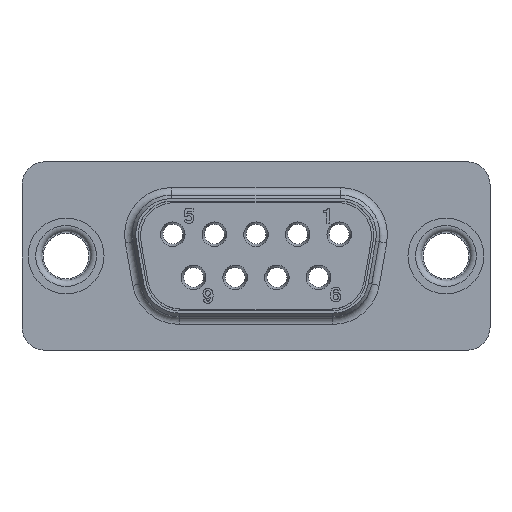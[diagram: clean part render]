
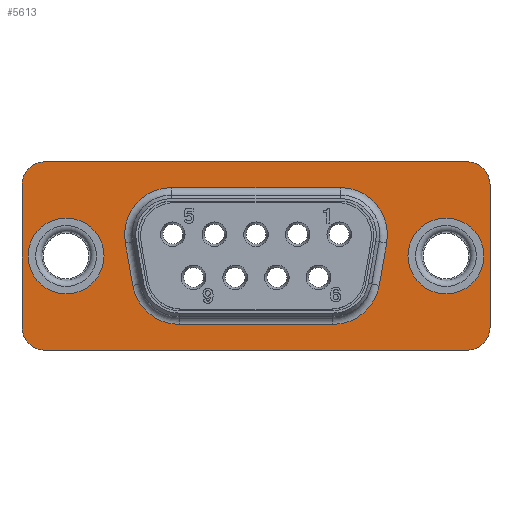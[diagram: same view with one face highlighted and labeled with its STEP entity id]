
A CAD part, top view. The second image highlights one B-rep face of the part: STEP entity #5613.
In plain terms, the highlighted face is planar.
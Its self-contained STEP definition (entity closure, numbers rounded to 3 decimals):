
#181=FACE_BOUND('',#2116,.T.);
#182=FACE_BOUND('',#2117,.T.);
#183=FACE_BOUND('',#2118,.T.);
#367=PLANE('',#6175);
#906=LINE('',#12308,#1349);
#907=LINE('',#12324,#1350);
#909=LINE('',#12329,#1352);
#911=LINE('',#12342,#1354);
#915=LINE('',#12354,#1358);
#916=LINE('',#12358,#1359);
#917=LINE('',#12362,#1360);
#918=LINE('',#12365,#1361);
#1349=VECTOR('',#7661,10.113);
#1350=VECTOR('',#7682,2.843);
#1352=VECTOR('',#7688,2.843);
#1354=VECTOR('',#7706,11.1);
#1358=VECTOR('',#7720,9.4);
#1359=VECTOR('',#7723,27.8);
#1360=VECTOR('',#7726,9.4);
#1361=VECTOR('',#7729,27.8);
#1682=FACE_OUTER_BOUND('',#2115,.T.);
#2115=EDGE_LOOP('',(#5169,#5170,#5171,#5172,#5173,#5174,#5175,#5176));
#2116=EDGE_LOOP('',(#5177));
#2117=EDGE_LOOP('',(#5178));
#2118=EDGE_LOOP('',(#5179,#5180,#5181,#5182,#5183,#5184,#5185,#5186));
#2444=CIRCLE('',#6155,3.1);
#2447=CIRCLE('',#6159,3.1);
#2451=CIRCLE('',#6166,3.1);
#2454=CIRCLE('',#6170,3.1);
#2455=CIRCLE('',#6176,1.5);
#2456=CIRCLE('',#6177,1.5);
#2457=CIRCLE('',#6178,1.5);
#2458=CIRCLE('',#6179,1.5);
#2459=CIRCLE('',#6180,2.5);
#2460=CIRCLE('',#6181,2.5);
#2950=VERTEX_POINT('',#12305);
#2951=VERTEX_POINT('',#12307);
#2953=VERTEX_POINT('',#12312);
#2954=VERTEX_POINT('',#12317);
#2956=VERTEX_POINT('',#12322);
#2957=VERTEX_POINT('',#12327);
#2959=VERTEX_POINT('',#12332);
#2960=VERTEX_POINT('',#12337);
#2961=VERTEX_POINT('',#12350);
#2962=VERTEX_POINT('',#12351);
#2963=VERTEX_POINT('',#12353);
#2964=VERTEX_POINT('',#12355);
#2965=VERTEX_POINT('',#12357);
#2966=VERTEX_POINT('',#12359);
#2967=VERTEX_POINT('',#12361);
#2968=VERTEX_POINT('',#12363);
#2969=VERTEX_POINT('',#12366);
#2970=VERTEX_POINT('',#12368);
#3691=EDGE_CURVE('',#2950,#2951,#906,.T.);
#3694=EDGE_CURVE('',#2953,#2950,#2444,.T.);
#3697=EDGE_CURVE('',#2951,#2954,#2447,.T.);
#3699=EDGE_CURVE('',#2956,#2953,#907,.T.);
#3702=EDGE_CURVE('',#2954,#2957,#909,.T.);
#3704=EDGE_CURVE('',#2959,#2956,#2451,.T.);
#3707=EDGE_CURVE('',#2957,#2960,#2454,.T.);
#3709=EDGE_CURVE('',#2960,#2959,#911,.T.);
#3713=EDGE_CURVE('',#2961,#2962,#2455,.T.);
#3714=EDGE_CURVE('',#2963,#2961,#915,.T.);
#3715=EDGE_CURVE('',#2964,#2963,#2456,.T.);
#3716=EDGE_CURVE('',#2965,#2964,#916,.T.);
#3717=EDGE_CURVE('',#2966,#2965,#2457,.T.);
#3718=EDGE_CURVE('',#2967,#2966,#917,.T.);
#3719=EDGE_CURVE('',#2968,#2967,#2458,.T.);
#3720=EDGE_CURVE('',#2962,#2968,#918,.T.);
#3721=EDGE_CURVE('',#2969,#2969,#2459,.T.);
#3722=EDGE_CURVE('',#2970,#2970,#2460,.T.);
#5169=ORIENTED_EDGE('',*,*,#3713,.F.);
#5170=ORIENTED_EDGE('',*,*,#3714,.F.);
#5171=ORIENTED_EDGE('',*,*,#3715,.F.);
#5172=ORIENTED_EDGE('',*,*,#3716,.F.);
#5173=ORIENTED_EDGE('',*,*,#3717,.F.);
#5174=ORIENTED_EDGE('',*,*,#3718,.F.);
#5175=ORIENTED_EDGE('',*,*,#3719,.F.);
#5176=ORIENTED_EDGE('',*,*,#3720,.F.);
#5177=ORIENTED_EDGE('',*,*,#3721,.T.);
#5178=ORIENTED_EDGE('',*,*,#3722,.T.);
#5179=ORIENTED_EDGE('',*,*,#3691,.F.);
#5180=ORIENTED_EDGE('',*,*,#3694,.F.);
#5181=ORIENTED_EDGE('',*,*,#3699,.F.);
#5182=ORIENTED_EDGE('',*,*,#3704,.F.);
#5183=ORIENTED_EDGE('',*,*,#3709,.F.);
#5184=ORIENTED_EDGE('',*,*,#3707,.F.);
#5185=ORIENTED_EDGE('',*,*,#3702,.F.);
#5186=ORIENTED_EDGE('',*,*,#3697,.F.);
#5613=ADVANCED_FACE('',(#1682,#181,#182,#183),#367,.F.);
#6155=AXIS2_PLACEMENT_3D('',#12314,#7668,#7669);
#6159=AXIS2_PLACEMENT_3D('',#12319,#7676,#7677);
#6166=AXIS2_PLACEMENT_3D('',#12334,#7693,#7694);
#6170=AXIS2_PLACEMENT_3D('',#12339,#7701,#7702);
#6175=AXIS2_PLACEMENT_3D('',#12349,#7716,#7717);
#6176=AXIS2_PLACEMENT_3D('',#12352,#7718,#7719);
#6177=AXIS2_PLACEMENT_3D('',#12356,#7721,#7722);
#6178=AXIS2_PLACEMENT_3D('',#12360,#7724,#7725);
#6179=AXIS2_PLACEMENT_3D('',#12364,#7727,#7728);
#6180=AXIS2_PLACEMENT_3D('',#12367,#7730,#7731);
#6181=AXIS2_PLACEMENT_3D('',#12369,#7732,#7733);
#7661=DIRECTION('',(-1.,0.,0.));
#7668=DIRECTION('center_axis',(0.,0.,-1.));
#7669=DIRECTION('ref_axis',(0.643,-0.766,0.));
#7676=DIRECTION('center_axis',(0.,0.,-1.));
#7677=DIRECTION('ref_axis',(-0.643,-0.766,0.));
#7682=DIRECTION('',(-0.174,-0.985,0.));
#7688=DIRECTION('',(-0.174,0.985,0.));
#7693=DIRECTION('center_axis',(0.,0.,-1.));
#7694=DIRECTION('ref_axis',(0.766,0.643,0.));
#7701=DIRECTION('center_axis',(0.,0.,-1.));
#7702=DIRECTION('ref_axis',(-0.766,0.643,0.));
#7706=DIRECTION('',(1.,0.,0.));
#7716=DIRECTION('center_axis',(0.,0.,1.));
#7717=DIRECTION('ref_axis',(1.,0.,0.));
#7718=DIRECTION('center_axis',(0.,0.,1.));
#7719=DIRECTION('ref_axis',(0.707,0.707,0.));
#7720=DIRECTION('',(0.,1.,0.));
#7721=DIRECTION('center_axis',(0.,0.,1.));
#7722=DIRECTION('ref_axis',(0.707,-0.707,0.));
#7723=DIRECTION('',(1.,0.,0.));
#7724=DIRECTION('center_axis',(0.,0.,1.));
#7725=DIRECTION('ref_axis',(-0.707,-0.707,0.));
#7726=DIRECTION('',(0.,-1.,0.));
#7727=DIRECTION('center_axis',(0.,0.,1.));
#7728=DIRECTION('ref_axis',(-0.707,0.707,0.));
#7729=DIRECTION('',(-1.,0.,0.));
#7730=DIRECTION('center_axis',(0.,0.,1.));
#7731=DIRECTION('ref_axis',(-1.,0.,0.));
#7732=DIRECTION('center_axis',(0.,0.,1.));
#7733=DIRECTION('ref_axis',(-1.,0.,0.));
#12305=CARTESIAN_POINT('',(5.056,-4.5,-0.4));
#12307=CARTESIAN_POINT('',(-5.056,-4.5,-0.4));
#12308=CARTESIAN_POINT('',(3.868,-4.5,-0.4));
#12312=CARTESIAN_POINT('',(8.109,-1.938,-0.4));
#12314=CARTESIAN_POINT('Origin',(5.056,-1.4,-0.4));
#12317=CARTESIAN_POINT('',(-8.109,-1.938,-0.4));
#12319=CARTESIAN_POINT('Origin',(-5.056,-1.4,-0.4));
#12322=CARTESIAN_POINT('',(8.603,0.862,-0.4));
#12324=CARTESIAN_POINT('',(8.272,-1.017,-0.4));
#12327=CARTESIAN_POINT('',(-8.603,0.862,-0.4));
#12329=CARTESIAN_POINT('',(-8.285,-0.94,-0.4));
#12332=CARTESIAN_POINT('',(5.55,4.5,-0.4));
#12334=CARTESIAN_POINT('Origin',(5.55,1.4,-0.4));
#12337=CARTESIAN_POINT('',(-5.55,4.5,-0.4));
#12339=CARTESIAN_POINT('Origin',(-5.55,1.4,-0.4));
#12342=CARTESIAN_POINT('',(3.868,4.5,-0.4));
#12349=CARTESIAN_POINT('Origin',(7.735,0.027,-0.4));
#12350=CARTESIAN_POINT('',(15.4,4.7,-0.4));
#12351=CARTESIAN_POINT('',(13.9,6.2,-0.4));
#12352=CARTESIAN_POINT('Origin',(13.9,4.7,-0.4));
#12353=CARTESIAN_POINT('',(15.4,-4.7,-0.4));
#12354=CARTESIAN_POINT('',(15.4,-6.2,-0.4));
#12355=CARTESIAN_POINT('',(13.9,-6.2,-0.4));
#12356=CARTESIAN_POINT('Origin',(13.9,-4.7,-0.4));
#12357=CARTESIAN_POINT('',(-13.9,-6.2,-0.4));
#12358=CARTESIAN_POINT('',(-15.4,-6.2,-0.4));
#12359=CARTESIAN_POINT('',(-15.4,-4.7,-0.4));
#12360=CARTESIAN_POINT('Origin',(-13.9,-4.7,-0.4));
#12361=CARTESIAN_POINT('',(-15.4,4.7,-0.4));
#12362=CARTESIAN_POINT('',(-15.4,6.2,-0.4));
#12363=CARTESIAN_POINT('',(-13.9,6.2,-0.4));
#12364=CARTESIAN_POINT('Origin',(-13.9,4.7,-0.4));
#12365=CARTESIAN_POINT('',(15.4,6.2,-0.4));
#12366=CARTESIAN_POINT('',(15.,0.,-0.4));
#12367=CARTESIAN_POINT('Origin',(12.5,0.,-0.4));
#12368=CARTESIAN_POINT('',(-10.,0.,-0.4));
#12369=CARTESIAN_POINT('Origin',(-12.5,0.,-0.4));
